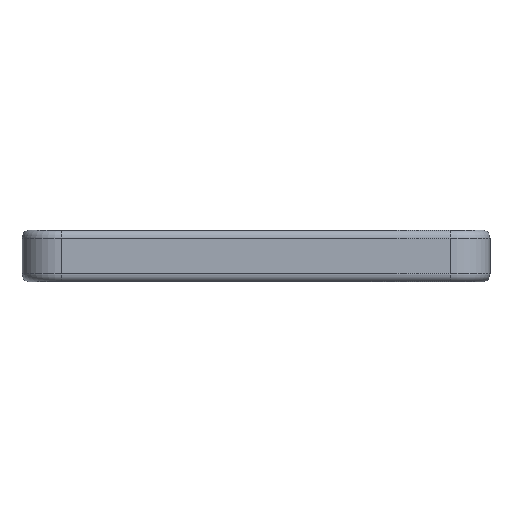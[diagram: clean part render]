
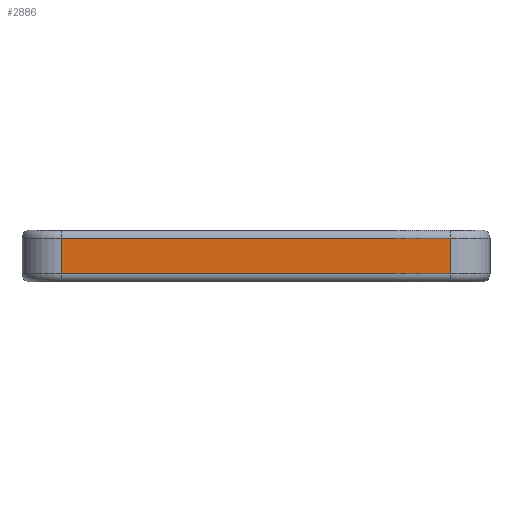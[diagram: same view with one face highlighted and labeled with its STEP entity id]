
A CAD part, left-side view. The second image highlights one B-rep face of the part: STEP entity #2886.
In plain terms, the highlighted planar face has unit normal (-1, 0, 0).
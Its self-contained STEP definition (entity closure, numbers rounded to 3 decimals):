
#64=PLANE('',#3120);
#250=FACE_OUTER_BOUND('',#426,.T.);
#426=EDGE_LOOP('',(#2135,#2136,#2137,#2138));
#591=LINE('',#4367,#883);
#603=LINE('',#4422,#895);
#604=LINE('',#4426,#896);
#605=LINE('',#4427,#897);
#883=VECTOR('',#3491,10.);
#895=VECTOR('',#3555,10.);
#896=VECTOR('',#3560,10.);
#897=VECTOR('',#3561,10.);
#1324=VERTEX_POINT('',#4364);
#1325=VERTEX_POINT('',#4366);
#1342=VERTEX_POINT('',#4421);
#1343=VERTEX_POINT('',#4425);
#1620=EDGE_CURVE('',#1324,#1325,#591,.T.);
#1648=EDGE_CURVE('',#1325,#1342,#603,.T.);
#1650=EDGE_CURVE('',#1324,#1343,#604,.T.);
#1651=EDGE_CURVE('',#1342,#1343,#605,.T.);
#2135=ORIENTED_EDGE('',*,*,#1620,.F.);
#2136=ORIENTED_EDGE('',*,*,#1650,.T.);
#2137=ORIENTED_EDGE('',*,*,#1651,.F.);
#2138=ORIENTED_EDGE('',*,*,#1648,.F.);
#2886=ADVANCED_FACE('',(#250),#64,.T.);
#3120=AXIS2_PLACEMENT_3D('',#4424,#3558,#3559);
#3491=DIRECTION('',(0.,1.,0.));
#3555=DIRECTION('',(0.,0.,1.));
#3558=DIRECTION('center_axis',(-1.,0.,0.));
#3559=DIRECTION('ref_axis',(0.,-1.,0.));
#3560=DIRECTION('',(0.,0.,1.));
#3561=DIRECTION('',(0.,-1.,0.));
#4364=CARTESIAN_POINT('',(14.6,-111.4,2.298));
#4366=CARTESIAN_POINT('',(14.6,-14.4,2.298));
#4367=CARTESIAN_POINT('',(14.6,-38.65,2.298));
#4421=CARTESIAN_POINT('',(14.6,-14.4,11.298));
#4422=CARTESIAN_POINT('',(14.6,-14.4,12.798));
#4424=CARTESIAN_POINT('Origin',(14.6,-14.4,12.798));
#4425=CARTESIAN_POINT('',(14.6,-111.4,11.298));
#4426=CARTESIAN_POINT('',(14.6,-111.4,12.798));
#4427=CARTESIAN_POINT('',(14.6,-38.65,11.298));
